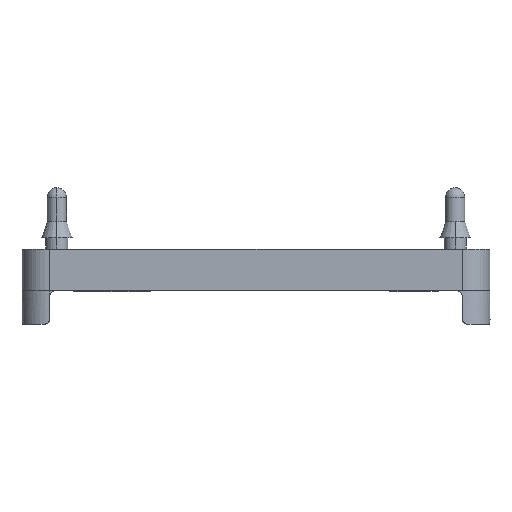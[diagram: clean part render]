
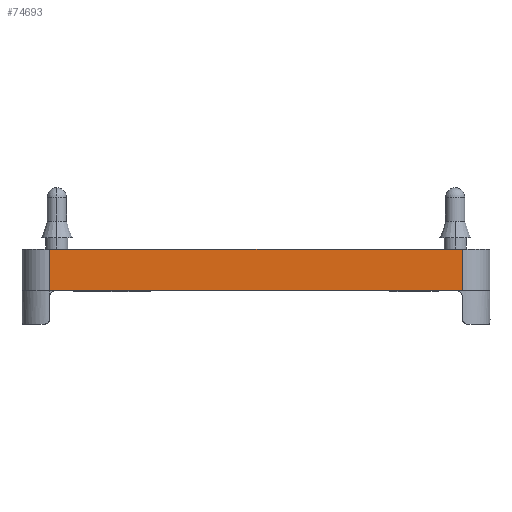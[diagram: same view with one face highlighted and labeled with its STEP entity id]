
A CAD part, left-side view. The second image highlights one B-rep face of the part: STEP entity #74693.
In plain terms, the highlighted planar face has unit normal (-1, 0, 0).
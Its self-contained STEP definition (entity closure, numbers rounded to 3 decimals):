
#859=CARTESIAN_POINT('',(-42.0,36.968,-2.0));
#860=VERTEX_POINT('',#859);
#3945=CARTESIAN_POINT('',(-42.0,-36.968,-2.0));
#3946=VERTEX_POINT('',#3945);
#3954=CARTESIAN_POINT('',(-42.0,-36.968,-2.0));
#3955=DIRECTION('',(0.0,1.0,0.0));
#3956=VECTOR('',#3955,73.937);
#3957=LINE('',#3954,#3956);
#3958=EDGE_CURVE('',#3946,#860,#3957,.T.);
#73085=CARTESIAN_POINT('',(-42.0,-37.0,-2.0));
#73086=VERTEX_POINT('',#73085);
#73094=CARTESIAN_POINT('',(-42.0,-37.0,-2.0));
#73095=DIRECTION('',(0.0,1.0,0.0));
#73096=VECTOR('',#73095,0.032);
#73097=LINE('',#73094,#73096);
#73098=EDGE_CURVE('',#73086,#3946,#73097,.T.);
#73259=CARTESIAN_POINT('',(-42.0,37.,-2.0));
#73260=VERTEX_POINT('',#73259);
#73278=CARTESIAN_POINT('',(-42.0,36.968,-2.0));
#73279=DIRECTION('',(0.0,1.0,0.0));
#73280=VECTOR('',#73279,0.032);
#73281=LINE('',#73278,#73280);
#73282=EDGE_CURVE('',#860,#73260,#73281,.T.);
#74661=CARTESIAN_POINT('',(-42.0,-37.0,-2.0));
#74662=DIRECTION('',(-1.0,0.0,0.0));
#74663=DIRECTION('',(0.0,0.0,1.0));
#74664=AXIS2_PLACEMENT_3D('',#74661,#74662,#74663);
#74665=PLANE('',#74664);
#74666=CARTESIAN_POINT('',(-42.0,-37.0,5.5));
#74667=VERTEX_POINT('',#74666);
#74668=CARTESIAN_POINT('',(-42.0,-37.0,-2.0));
#74669=DIRECTION('',(0.0,0.0,1.0));
#74670=VECTOR('',#74669,7.5);
#74671=LINE('',#74668,#74670);
#74672=EDGE_CURVE('',#73086,#74667,#74671,.T.);
#74673=ORIENTED_EDGE('',*,*,#74672,.T.);
#74674=CARTESIAN_POINT('',(-42.0,37.,5.5));
#74675=VERTEX_POINT('',#74674);
#74676=CARTESIAN_POINT('',(-42.0,-37.0,5.5));
#74677=DIRECTION('',(0.0,1.0,0.0));
#74678=VECTOR('',#74677,74.0);
#74679=LINE('',#74676,#74678);
#74680=EDGE_CURVE('',#74667,#74675,#74679,.T.);
#74681=ORIENTED_EDGE('',*,*,#74680,.T.);
#74682=CARTESIAN_POINT('',(-42.0,37.,-2.0));
#74683=DIRECTION('',(0.0,0.0,1.0));
#74684=VECTOR('',#74683,7.5);
#74685=LINE('',#74682,#74684);
#74686=EDGE_CURVE('',#73260,#74675,#74685,.T.);
#74687=ORIENTED_EDGE('',*,*,#74686,.F.);
#74688=ORIENTED_EDGE('',*,*,#73282,.F.);
#74689=ORIENTED_EDGE('',*,*,#3958,.F.);
#74690=ORIENTED_EDGE('',*,*,#73098,.F.);
#74691=EDGE_LOOP('',(#74673,#74681,#74687,#74688,#74689,#74690));
#74692=FACE_OUTER_BOUND('',#74691,.T.);
#74693=ADVANCED_FACE('',(#74692),#74665,.T.);
